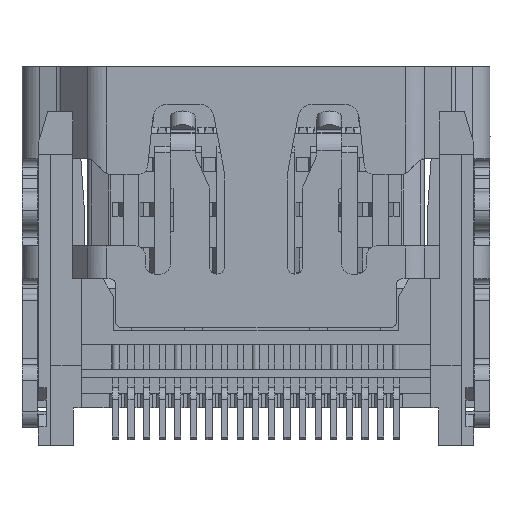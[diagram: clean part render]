
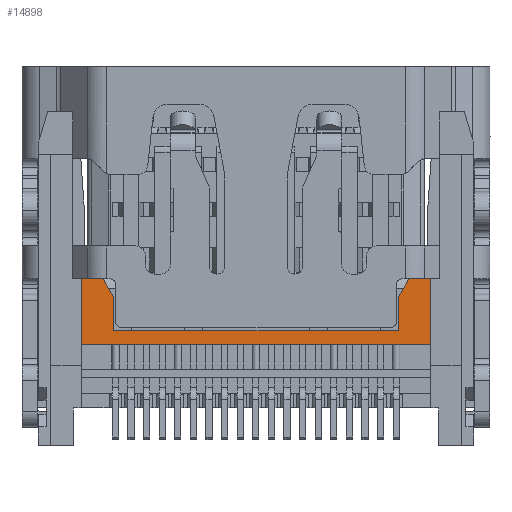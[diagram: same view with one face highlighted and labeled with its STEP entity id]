
A CAD part, front view. The second image highlights one B-rep face of the part: STEP entity #14898.
In plain terms, the highlighted planar face has unit normal (0, -1, 0).
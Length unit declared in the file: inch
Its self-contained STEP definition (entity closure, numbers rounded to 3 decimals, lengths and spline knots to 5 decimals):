
#525 = ORIENTED_EDGE ( 'NONE', *, *, #56033, .F. ) ;
#3186 = VERTEX_POINT ( 'NONE', #70311 ) ;
#3629 = VERTEX_POINT ( 'NONE', #6537 ) ;
#4317 = EDGE_CURVE ( 'NONE', #3629, #3186, #52224, .T. ) ;
#5324 = LINE ( 'NONE', #48036, #10415 ) ;
#5526 = ORIENTED_EDGE ( 'NONE', *, *, #72914, .F. ) ;
#5540 = CARTESIAN_POINT ( 'NONE',  ( 0.22047, -0.21752, -0.25197 ) ) ;
#6020 = DIRECTION ( 'NONE',  ( 0.504, 0., -0.864 ) ) ;
#6365 = VECTOR ( 'NONE', #22191, 39.37008 ) ;
#6537 = CARTESIAN_POINT ( 'NONE',  ( 0.09823, -0.21752, -0.25197 ) ) ;
#6571 = VERTEX_POINT ( 'NONE', #5540 ) ;
#6707 = PLANE ( 'NONE',  #14986 ) ;
#6832 = VECTOR ( 'NONE', #50334, 39.37008 ) ;
#6843 = CARTESIAN_POINT ( 'NONE',  ( 0.19311, -0.21752, -0.16929 ) ) ;
#7535 = LINE ( 'NONE', #30452, #38823 ) ;
#7619 = DIRECTION ( 'NONE',  ( 1., 0., 0. ) ) ;
#8628 = EDGE_CURVE ( 'NONE', #6571, #41260, #32982, .T. ) ;
#9957 = VECTOR ( 'NONE', #51071, 39.37008 ) ;
#10085 = ORIENTED_EDGE ( 'NONE', *, *, #46763, .T. ) ;
#10415 = VECTOR ( 'NONE', #10867, 39.37008 ) ;
#10458 = EDGE_CURVE ( 'NONE', #57736, #54537, #39560, .T. ) ;
#10673 = VERTEX_POINT ( 'NONE', #49683 ) ;
#10804 = CARTESIAN_POINT ( 'NONE',  ( 0.17933, -0.21752, -0.23465 ) ) ;
#10867 = DIRECTION ( 'NONE',  ( -1., 0., 0. ) ) ;
#11952 = CARTESIAN_POINT ( 'NONE',  ( -0.19311, -0.21752, -0.16929 ) ) ;
#12435 = EDGE_CURVE ( 'NONE', #22925, #51693, #60606, .T. ) ;
#13477 = LINE ( 'NONE', #20981, #61430 ) ;
#13513 = EDGE_CURVE ( 'NONE', #41260, #3629, #53250, .T. ) ;
#13802 = CARTESIAN_POINT ( 'NONE',  ( 0.19637, -0.21752, -0.16929 ) ) ;
#13936 = LINE ( 'NONE', #56620, #9957 ) ;
#14680 = EDGE_CURVE ( 'NONE', #44960, #54537, #28836, .T. ) ;
#14898 = ADVANCED_FACE ( 'NONE', ( #18563 ), #6707, .F. ) ;
#14986 = AXIS2_PLACEMENT_3D ( 'NONE', #32323, #56462, #30797 ) ;
#16032 = ORIENTED_EDGE ( 'NONE', *, *, #39957, .F. ) ;
#16106 = DIRECTION ( 'NONE',  ( -1., 0., 0. ) ) ;
#16608 = EDGE_CURVE ( 'NONE', #44960, #43591, #28595, .T. ) ;
#18563 = FACE_OUTER_BOUND ( 'NONE', #68433, .T. ) ;
#19685 = DIRECTION ( 'NONE',  ( 1., 0., 0. ) ) ;
#20981 = CARTESIAN_POINT ( 'NONE',  ( -0.0002, -0.21752, -0.25197 ) ) ;
#21849 = CARTESIAN_POINT ( 'NONE',  ( 0.22047, -0.21752, -0.16929 ) ) ;
#22191 = DIRECTION ( 'NONE',  ( -1., 0., 0. ) ) ;
#22201 = VECTOR ( 'NONE', #7619, 39.37008 ) ;
#22631 = CARTESIAN_POINT ( 'NONE',  ( -0.22047, -0.21752, -0.16929 ) ) ;
#22925 = VERTEX_POINT ( 'NONE', #53749 ) ;
#23014 = ORIENTED_EDGE ( 'NONE', *, *, #77039, .F. ) ;
#23506 = CARTESIAN_POINT ( 'NONE',  ( 0.19637, -0.21752, -0.16929 ) ) ;
#24445 = ORIENTED_EDGE ( 'NONE', *, *, #13513, .F. ) ;
#25317 = DIRECTION ( 'NONE',  ( 1., 0., 0. ) ) ;
#26228 = LINE ( 'NONE', #27377, #6832 ) ;
#27377 = CARTESIAN_POINT ( 'NONE',  ( 0.17933, -0.21752, -0.19291 ) ) ;
#27435 = EDGE_CURVE ( 'NONE', #51539, #36139, #64517, .T. ) ;
#27747 = ORIENTED_EDGE ( 'NONE', *, *, #4317, .F. ) ;
#28595 = LINE ( 'NONE', #10804, #56766 ) ;
#28836 = LINE ( 'NONE', #41887, #55362 ) ;
#29405 = CARTESIAN_POINT ( 'NONE',  ( -0.09862, -0.21752, -0.25197 ) ) ;
#29662 = VERTEX_POINT ( 'NONE', #29405 ) ;
#30042 = ORIENTED_EDGE ( 'NONE', *, *, #32450, .F. ) ;
#30058 = VECTOR ( 'NONE', #16106, 39.37008 ) ;
#30452 = CARTESIAN_POINT ( 'NONE',  ( 0.22047, -0.21752, -0.25197 ) ) ;
#30797 = DIRECTION ( 'NONE',  ( 1., 0., 0. ) ) ;
#31134 = CARTESIAN_POINT ( 'NONE',  ( -0.22047, -0.21752, -0.16929 ) ) ;
#31594 = VECTOR ( 'NONE', #76761, 39.37008 ) ;
#31621 = DIRECTION ( 'NONE',  ( 0., 0., 1. ) ) ;
#32323 = CARTESIAN_POINT ( 'NONE',  ( -0.22047, -0.21752, -0.25197 ) ) ;
#32450 = EDGE_CURVE ( 'NONE', #10673, #51539, #5324, .T. ) ;
#32982 = LINE ( 'NONE', #55939, #39527 ) ;
#34453 = CARTESIAN_POINT ( 'NONE',  ( 0.17933, -0.21752, -0.23465 ) ) ;
#34861 = VERTEX_POINT ( 'NONE', #21849 ) ;
#35205 = CARTESIAN_POINT ( 'NONE',  ( 0.17933, -0.21752, -0.19291 ) ) ;
#36139 = VERTEX_POINT ( 'NONE', #22631 ) ;
#36203 = CARTESIAN_POINT ( 'NONE',  ( -0.09862, -0.21752, -0.25197 ) ) ;
#36803 = EDGE_CURVE ( 'NONE', #43591, #22925, #26228, .T. ) ;
#37389 = DIRECTION ( 'NONE',  ( -1., 0., 0. ) ) ;
#38356 = ORIENTED_EDGE ( 'NONE', *, *, #10458, .F. ) ;
#38796 = ORIENTED_EDGE ( 'NONE', *, *, #12435, .F. ) ;
#38823 = VECTOR ( 'NONE', #31621, 39.37008 ) ;
#39527 = VECTOR ( 'NONE', #50009, 39.37008 ) ;
#39560 = LINE ( 'NONE', #69232, #57354 ) ;
#39957 = EDGE_CURVE ( 'NONE', #36139, #42880, #61597, .T. ) ;
#40101 = CARTESIAN_POINT ( 'NONE',  ( -0.19311, -0.21752, -0.16929 ) ) ;
#41200 = LINE ( 'NONE', #11952, #76065 ) ;
#41260 = VERTEX_POINT ( 'NONE', #77736 ) ;
#41887 = CARTESIAN_POINT ( 'NONE',  ( 0.17933, -0.21752, -0.23465 ) ) ;
#42880 = VERTEX_POINT ( 'NONE', #75236 ) ;
#43144 = ORIENTED_EDGE ( 'NONE', *, *, #27435, .F. ) ;
#43591 = VERTEX_POINT ( 'NONE', #35205 ) ;
#44239 = LINE ( 'NONE', #13802, #50329 ) ;
#44960 = VERTEX_POINT ( 'NONE', #34453 ) ;
#45849 = ORIENTED_EDGE ( 'NONE', *, *, #16608, .F. ) ;
#46763 = EDGE_CURVE ( 'NONE', #6571, #34861, #7535, .T. ) ;
#48036 = CARTESIAN_POINT ( 'NONE',  ( -0.17736, -0.21752, -0.25197 ) ) ;
#48426 = ORIENTED_EDGE ( 'NONE', *, *, #36803, .F. ) ;
#48900 = CARTESIAN_POINT ( 'NONE',  ( -0.22047, -0.21752, -0.25197 ) ) ;
#49683 = CARTESIAN_POINT ( 'NONE',  ( -0.17736, -0.21752, -0.25197 ) ) ;
#50009 = DIRECTION ( 'NONE',  ( -1., 0., 0. ) ) ;
#50329 = VECTOR ( 'NONE', #25317, 39.37008 ) ;
#50334 = DIRECTION ( 'NONE',  ( 0.504, 0., 0.864 ) ) ;
#51071 = DIRECTION ( 'NONE',  ( 1., 0., 0. ) ) ;
#51539 = VERTEX_POINT ( 'NONE', #48900 ) ;
#51693 = VERTEX_POINT ( 'NONE', #23506 ) ;
#52224 = LINE ( 'NONE', #76354, #6365 ) ;
#52712 = DIRECTION ( 'NONE',  ( 0., 0., 1. ) ) ;
#53250 = LINE ( 'NONE', #57625, #30058 ) ;
#53749 = CARTESIAN_POINT ( 'NONE',  ( 0.19311, -0.21752, -0.16929 ) ) ;
#54537 = VERTEX_POINT ( 'NONE', #61741 ) ;
#54574 = ORIENTED_EDGE ( 'NONE', *, *, #14680, .T. ) ;
#55362 = VECTOR ( 'NONE', #71929, 39.37008 ) ;
#55376 = ORIENTED_EDGE ( 'NONE', *, *, #72266, .F. ) ;
#55787 = DIRECTION ( 'NONE',  ( -1., 0., 0. ) ) ;
#55939 = CARTESIAN_POINT ( 'NONE',  ( 0.22047, -0.21752, -0.25197 ) ) ;
#56033 = EDGE_CURVE ( 'NONE', #51693, #34861, #44239, .T. ) ;
#56462 = DIRECTION ( 'NONE',  ( 0., 1., 0. ) ) ;
#56620 = CARTESIAN_POINT ( 'NONE',  ( -0.19637, -0.21752, -0.16929 ) ) ;
#56766 = VECTOR ( 'NONE', #52712, 39.37008 ) ;
#57169 = ORIENTED_EDGE ( 'NONE', *, *, #8628, .F. ) ;
#57354 = VECTOR ( 'NONE', #62143, 39.37008 ) ;
#57625 = CARTESIAN_POINT ( 'NONE',  ( 0.17697, -0.21752, -0.25197 ) ) ;
#57736 = VERTEX_POINT ( 'NONE', #73837 ) ;
#60606 = LINE ( 'NONE', #6843, #22201 ) ;
#61430 = VECTOR ( 'NONE', #55787, 39.37008 ) ;
#61597 = LINE ( 'NONE', #31134, #63622 ) ;
#61741 = CARTESIAN_POINT ( 'NONE',  ( -0.17933, -0.21752, -0.23465 ) ) ;
#62143 = DIRECTION ( 'NONE',  ( 0., 0., -1. ) ) ;
#63622 = VECTOR ( 'NONE', #19685, 39.37008 ) ;
#63780 = EDGE_CURVE ( 'NONE', #78032, #57736, #41200, .T. ) ;
#64517 = LINE ( 'NONE', #70059, #31594 ) ;
#67059 = LINE ( 'NONE', #36203, #72877 ) ;
#68433 = EDGE_LOOP ( 'NONE', ( #23014, #16032, #43144, #30042, #5526, #55376, #27747, #24445, #57169, #10085, #525, #38796, #48426, #45849, #54574, #38356, #69011 ) ) ;
#69011 = ORIENTED_EDGE ( 'NONE', *, *, #63780, .F. ) ;
#69232 = CARTESIAN_POINT ( 'NONE',  ( -0.17933, -0.21752, -0.19291 ) ) ;
#70059 = CARTESIAN_POINT ( 'NONE',  ( -0.22047, -0.21752, -0.25197 ) ) ;
#70311 = CARTESIAN_POINT ( 'NONE',  ( -0.0002, -0.21752, -0.25197 ) ) ;
#71929 = DIRECTION ( 'NONE',  ( -1., 0., 0. ) ) ;
#72266 = EDGE_CURVE ( 'NONE', #3186, #29662, #13477, .T. ) ;
#72877 = VECTOR ( 'NONE', #37389, 39.37008 ) ;
#72914 = EDGE_CURVE ( 'NONE', #29662, #10673, #67059, .T. ) ;
#73837 = CARTESIAN_POINT ( 'NONE',  ( -0.17933, -0.21752, -0.19291 ) ) ;
#75236 = CARTESIAN_POINT ( 'NONE',  ( -0.19637, -0.21752, -0.16929 ) ) ;
#76065 = VECTOR ( 'NONE', #6020, 39.37008 ) ;
#76354 = CARTESIAN_POINT ( 'NONE',  ( 0.09823, -0.21752, -0.25197 ) ) ;
#76761 = DIRECTION ( 'NONE',  ( 0., 0., 1. ) ) ;
#77039 = EDGE_CURVE ( 'NONE', #42880, #78032, #13936, .T. ) ;
#77736 = CARTESIAN_POINT ( 'NONE',  ( 0.17697, -0.21752, -0.25197 ) ) ;
#78032 = VERTEX_POINT ( 'NONE', #40101 ) ;
